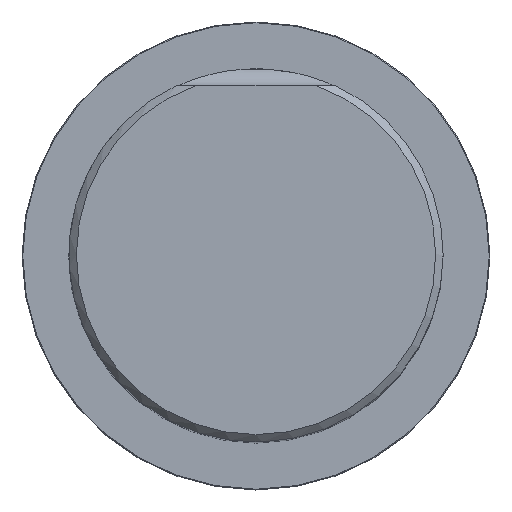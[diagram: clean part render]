
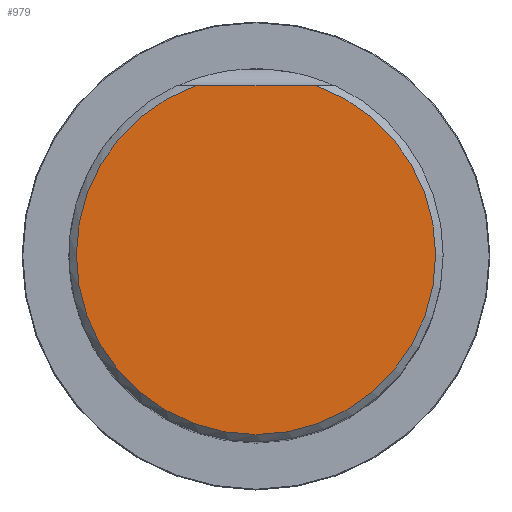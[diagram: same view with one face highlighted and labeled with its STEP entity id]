
A CAD part, top view. The second image highlights one B-rep face of the part: STEP entity #979.
In plain terms, the highlighted planar face has unit normal (0, 0, 1).
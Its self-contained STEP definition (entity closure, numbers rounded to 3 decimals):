
#201=PLANE('',#4988);
#428=LINE('',#7218,#681);
#681=VECTOR('',#5603,1.);
#979=ADVANCED_FACE('CU_SU_1',(#1312),#201,.T.);
#1312=FACE_OUTER_BOUND('',#1551,.T.);
#1551=EDGE_LOOP('',(#2259,#2260));
#1976=CIRCLE('',#4987,23.996);
#2259=ORIENTED_EDGE('',*,*,#4033,.F.);
#2260=ORIENTED_EDGE('',*,*,#4034,.F.);
#3549=VERTEX_POINT('',#7216);
#3550=VERTEX_POINT('',#7217);
#4033=EDGE_CURVE('',#3549,#3550,#1976,.T.);
#4034=EDGE_CURVE('',#3550,#3549,#428,.T.);
#4987=AXIS2_PLACEMENT_3D('',#7215,#5601,#5602);
#4988=AXIS2_PLACEMENT_3D('',#7219,#5604,#5605);
#5601=DIRECTION('',(0.,0.,-1.));
#5602=DIRECTION('',(1.,0.,0.));
#5603=DIRECTION('',(1.,0.,0.));
#5604=DIRECTION('',(0.,0.,1.));
#5605=DIRECTION('',(1.,0.,0.));
#7215=CARTESIAN_POINT('',(0.,0.,80.));
#7216=CARTESIAN_POINT('',(8.054,22.604,80.));
#7217=CARTESIAN_POINT('',(-8.054,22.604,80.));
#7218=CARTESIAN_POINT('',(-50.,22.604,80.));
#7219=CARTESIAN_POINT('',(0.,0.,80.));
